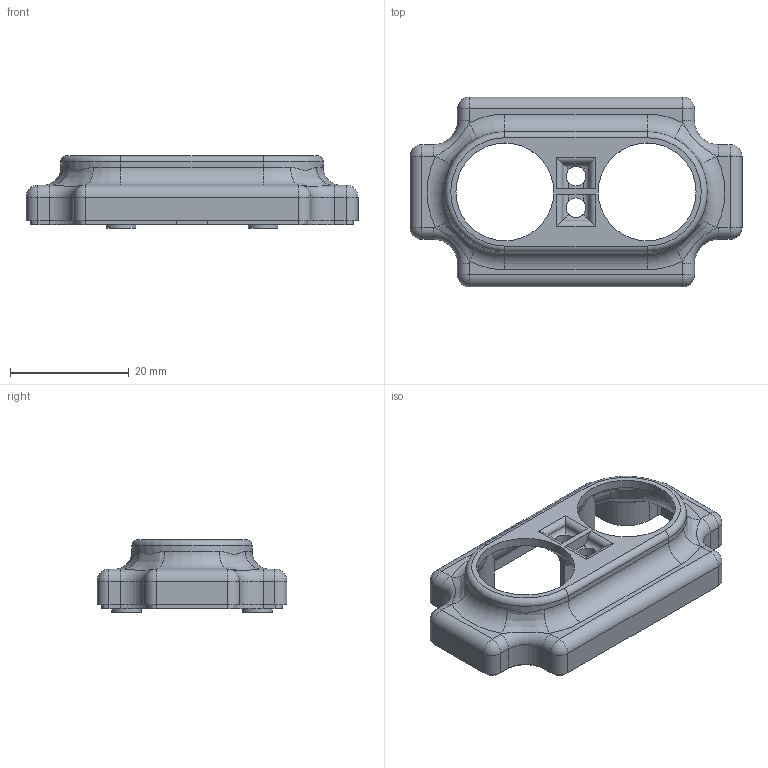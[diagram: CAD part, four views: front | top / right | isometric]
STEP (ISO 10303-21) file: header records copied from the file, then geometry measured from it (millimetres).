
FILE_DESCRIPTION(/* description */ (''),/* implementation_level */ '2;1');
FILE_NAME(/* name */ '45-0216.stp',/* time_stamp */ '2014-07-24T10:21:05-04:00',/* author */ ('Justin'),/* organization */ (''),/* preprocessor_version */ 'ST-DEVELOPER v15.6',/* originating_system */ 'Autodesk Inventor 2015',/* authorisation */ '');
FILE_SCHEMA (('AUTOMOTIVE_DESIGN { 1 0 10303 214 3 1 1 }'));
Length unit declared in the file: millimetre
Products named in the file (1): 45-0216
Bounding box: 56 x 32 x 12.2 mm (x, y, z)
Volume: 3768.4 mm3; surface area: 5473.6 mm2
Topology: 1 solids, 1 shells, 254 faces, 644 edges, 396 vertices
Faces by surface type: cylinder 104, plane 100, torus 26, sphere 16, bspline 8
Full cylindrical faces by diameter (mm): 1.85 x4, 3.3 x2, 5 x4, 16.5 x2
Entity records: 8893 total; most frequent: CARTESIAN_POINT 2708, DIRECTION 1356, ORIENTED_EDGE 1256, EDGE_CURVE 628, AXIS2_PLACEMENT_3D 523, VERTEX_POINT 392, LINE 310, VECTOR 310
